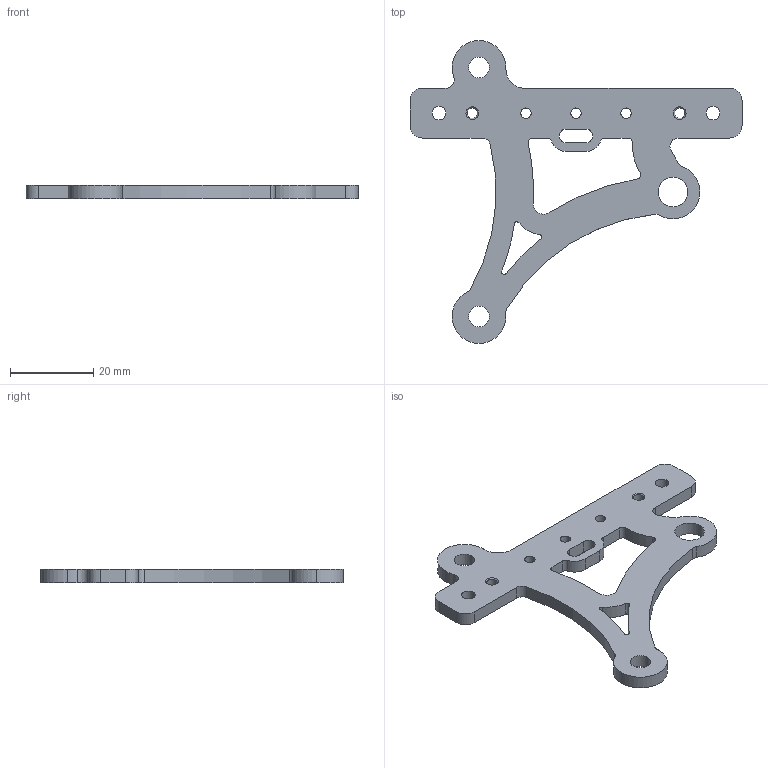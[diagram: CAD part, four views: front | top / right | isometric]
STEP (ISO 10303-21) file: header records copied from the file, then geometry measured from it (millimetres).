
FILE_DESCRIPTION (( 'STEP AP203' ), '1' );
FILE_NAME ('Trick Truck.STEP', '2016-02-07T12:02:31', ( '' ), ( '' ), 'SwSTEP 2.0', 'SolidWorks 2015', '' );
FILE_SCHEMA (( 'CONFIG_CONTROL_DESIGN' ));
Length unit declared in the file: millimetre
Products named in the file (1): Trick Truck
Bounding box: 80 x 73 x 3.17 mm (x, y, z)
Volume: 6169.7 mm3; surface area: 5601.3 mm2
Topology: 1 solids, 1 shells, 90 faces, 256 edges, 168 vertices
Faces by surface type: cylinder 68, plane 14, cone 8
Entity records: 3129 total; most frequent: DIRECTION 582, CARTESIAN_POINT 515, ORIENTED_EDGE 512, EDGE_CURVE 256, AXIS2_PLACEMENT_3D 235, VERTEX_POINT 168, CIRCLE 144, EDGE_LOOP 116
